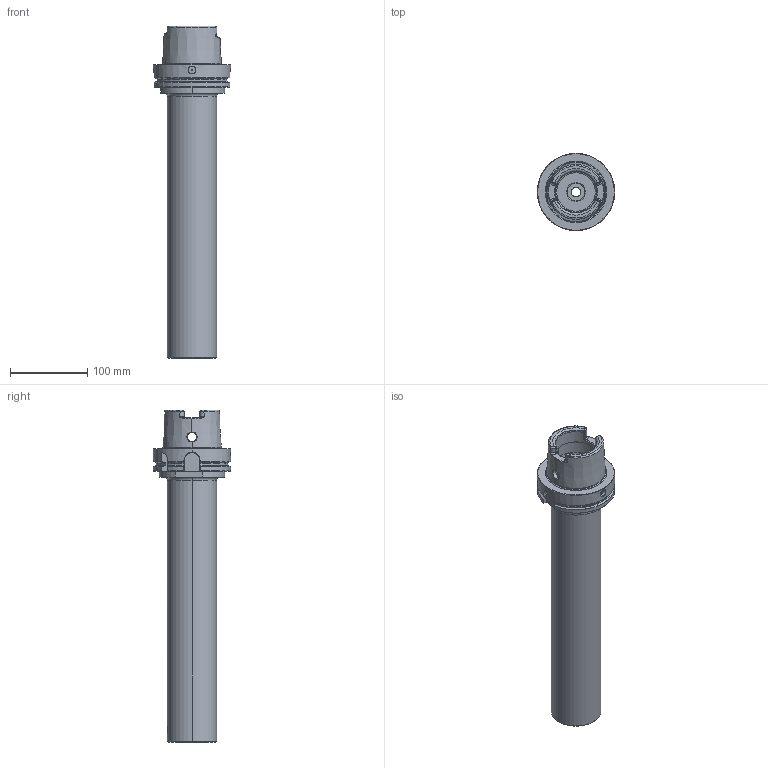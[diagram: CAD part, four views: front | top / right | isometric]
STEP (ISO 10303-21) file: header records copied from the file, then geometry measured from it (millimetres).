
FILE_DESCRIPTION(('no description'),'unknown implementation level');
FILE_NAME('3EFFC09C-787A-4193-AF4E-12793DDBE995_export.stp',' ',('CIMSOURCE GmbH'),('CADClick - KiM GmbH - www.kimweb.de'),'unknown preprocess','ACIS','unknown authorization');
FILE_SCHEMA(('automotive_design'));
Length unit declared in the file: millimetre
Products named in the file (2): 328.240 Kaiser Schaft HSK-A100xCK6Bx340xSD|690.436 Kaiser ETL M12 X 18 CK6;Schnitt-Linear austragen2; 328.240 Kaiser Schaft HSK-A100xCK6Bx340xSD|328.240 Kaiser Schaft HSK-A100xCK6Bx400xSD;Schnitt-Linear austragen2
Bounding box: 99.93 x 99.93 x 428.9 mm (x, y, z)
Volume: 1246415.7 mm3; surface area: 145877.8 mm2
Topology: 2 solids, 2 shells, 277 faces, 715 edges, 442 vertices
Faces by surface type: cone 85, plane 80, cylinder 62, torus 34, bspline 16
Entity records: 19344 total; most frequent: CARTESIAN_POINT 4865, STYLED_ITEM 1432, PRESENTATION_STYLE_ASSIGNMENT 1432, COLOUR_RGB 1432, ORIENTED_EDGE 1422, DIRECTION 1300, EDGE_CURVE 711, CURVE_STYLE 711
